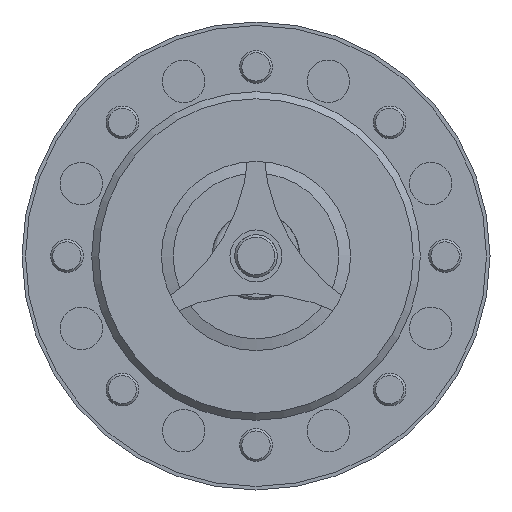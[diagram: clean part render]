
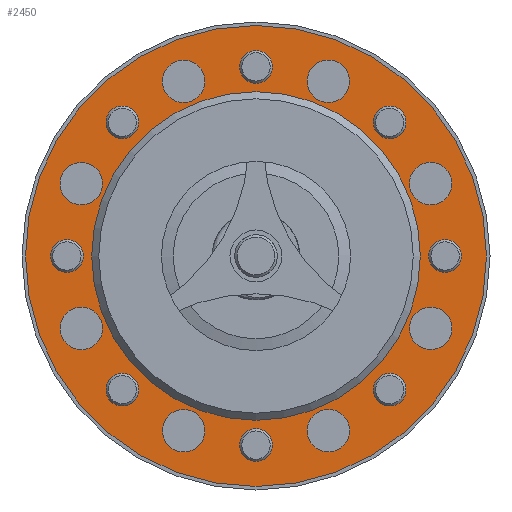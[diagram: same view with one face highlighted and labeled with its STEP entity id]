
A CAD part, left-side view. The second image highlights one B-rep face of the part: STEP entity #2450.
In plain terms, the highlighted planar face has unit normal (-1, 0, 0).
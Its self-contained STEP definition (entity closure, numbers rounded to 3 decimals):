
#1900=CARTESIAN_POINT('',(3.,61.46,61.46));
#1901=VERTEX_POINT('',#1900);
#1902=CARTESIAN_POINT('',(3.,56.569,56.569));
#1903=DIRECTION('',(1.0,0.0,0.0));
#1904=DIRECTION('',(0.0,-0.707,-0.707));
#1905=AXIS2_PLACEMENT_3D('',#1902,#1903,#1904);
#1906=CIRCLE('',#1905,6.918);
#1907=EDGE_CURVE('',#1901,#1901,#1906,.T.);
#1940=CARTESIAN_POINT('',(3.,86.918,0.0));
#1941=VERTEX_POINT('',#1940);
#1942=CARTESIAN_POINT('',(3.,80.0,0.0));
#1943=DIRECTION('',(1.0,0.0,0.0));
#1944=DIRECTION('',(0.0,-1.0,0.0));
#1945=AXIS2_PLACEMENT_3D('',#1942,#1943,#1944);
#1946=CIRCLE('',#1945,6.918);
#1947=EDGE_CURVE('',#1941,#1941,#1946,.T.);
#1980=CARTESIAN_POINT('',(3.,61.46,-61.46));
#1981=VERTEX_POINT('',#1980);
#1982=CARTESIAN_POINT('',(3.,56.569,-56.569));
#1983=DIRECTION('',(1.0,0.0,0.0));
#1984=DIRECTION('',(0.0,-0.707,0.707));
#1985=AXIS2_PLACEMENT_3D('',#1982,#1983,#1984);
#1986=CIRCLE('',#1985,6.918);
#1987=EDGE_CURVE('',#1981,#1981,#1986,.T.);
#2020=CARTESIAN_POINT('',(3.,0.0,-86.918));
#2021=VERTEX_POINT('',#2020);
#2022=CARTESIAN_POINT('',(3.,0.0,-80.0));
#2023=DIRECTION('',(1.0,0.0,0.0));
#2024=DIRECTION('',(0.0,0.0,1.0));
#2025=AXIS2_PLACEMENT_3D('',#2022,#2023,#2024);
#2026=CIRCLE('',#2025,6.918);
#2027=EDGE_CURVE('',#2021,#2021,#2026,.T.);
#2060=CARTESIAN_POINT('',(3.,-61.46,-61.46));
#2061=VERTEX_POINT('',#2060);
#2062=CARTESIAN_POINT('',(3.,-56.569,-56.569));
#2063=DIRECTION('',(1.0,0.0,0.0));
#2064=DIRECTION('',(0.0,0.707,0.707));
#2065=AXIS2_PLACEMENT_3D('',#2062,#2063,#2064);
#2066=CIRCLE('',#2065,6.918);
#2067=EDGE_CURVE('',#2061,#2061,#2066,.T.);
#2100=CARTESIAN_POINT('',(3.,-86.918,0.));
#2101=VERTEX_POINT('',#2100);
#2102=CARTESIAN_POINT('',(3.,-80.0,0.));
#2103=DIRECTION('',(1.0,0.0,0.0));
#2104=DIRECTION('',(0.0,1.0,0.0));
#2105=AXIS2_PLACEMENT_3D('',#2102,#2103,#2104);
#2106=CIRCLE('',#2105,6.918);
#2107=EDGE_CURVE('',#2101,#2101,#2106,.T.);
#2140=CARTESIAN_POINT('',(3.,-61.46,61.46));
#2141=VERTEX_POINT('',#2140);
#2142=CARTESIAN_POINT('',(3.,-56.569,56.569));
#2143=DIRECTION('',(1.0,0.0,0.0));
#2144=DIRECTION('',(0.0,0.707,-0.707));
#2145=AXIS2_PLACEMENT_3D('',#2142,#2143,#2144);
#2146=CIRCLE('',#2145,6.918);
#2147=EDGE_CURVE('',#2141,#2141,#2146,.T.);
#2180=CARTESIAN_POINT('',(3.,0.,86.918));
#2181=VERTEX_POINT('',#2180);
#2182=CARTESIAN_POINT('',(3.,0.,80.0));
#2183=DIRECTION('',(1.0,0.0,0.0));
#2184=DIRECTION('',(0.0,0.0,-1.0));
#2185=AXIS2_PLACEMENT_3D('',#2182,#2183,#2184);
#2186=CIRCLE('',#2185,6.918);
#2187=EDGE_CURVE('',#2181,#2181,#2186,.T.);
#2200=CARTESIAN_POINT('',(3.,-82.91,-30.615));
#2201=VERTEX_POINT('',#2200);
#2202=CARTESIAN_POINT('',(3.,-73.91,-30.615));
#2203=DIRECTION('',(1.0,0.0,0.0));
#2204=DIRECTION('',(0.0,1.0,0.0));
#2205=AXIS2_PLACEMENT_3D('',#2202,#2203,#2204);
#2206=CIRCLE('',#2205,9.0);
#2207=EDGE_CURVE('',#2201,#2201,#2206,.T.);
#2220=CARTESIAN_POINT('',(3.,-80.274,36.979));
#2221=VERTEX_POINT('',#2220);
#2222=CARTESIAN_POINT('',(3.,-73.91,30.615));
#2223=DIRECTION('',(1.0,0.0,0.0));
#2224=DIRECTION('',(0.0,0.707,-0.707));
#2225=AXIS2_PLACEMENT_3D('',#2222,#2223,#2224);
#2226=CIRCLE('',#2225,9.0);
#2227=EDGE_CURVE('',#2221,#2221,#2226,.T.);
#2240=CARTESIAN_POINT('',(3.,-30.615,82.91));
#2241=VERTEX_POINT('',#2240);
#2242=CARTESIAN_POINT('',(3.,-30.615,73.91));
#2243=DIRECTION('',(1.0,0.0,0.0));
#2244=DIRECTION('',(0.0,0.0,-1.0));
#2245=AXIS2_PLACEMENT_3D('',#2242,#2243,#2244);
#2246=CIRCLE('',#2245,9.0);
#2247=EDGE_CURVE('',#2241,#2241,#2246,.T.);
#2260=CARTESIAN_POINT('',(3.,36.979,80.274));
#2261=VERTEX_POINT('',#2260);
#2262=CARTESIAN_POINT('',(3.,30.615,73.91));
#2263=DIRECTION('',(1.0,0.0,0.0));
#2264=DIRECTION('',(0.0,-0.707,-0.707));
#2265=AXIS2_PLACEMENT_3D('',#2262,#2263,#2264);
#2266=CIRCLE('',#2265,9.0);
#2267=EDGE_CURVE('',#2261,#2261,#2266,.T.);
#2280=CARTESIAN_POINT('',(3.,82.91,30.615));
#2281=VERTEX_POINT('',#2280);
#2282=CARTESIAN_POINT('',(3.,73.91,30.615));
#2283=DIRECTION('',(1.0,0.0,0.0));
#2284=DIRECTION('',(0.0,-1.0,0.0));
#2285=AXIS2_PLACEMENT_3D('',#2282,#2283,#2284);
#2286=CIRCLE('',#2285,9.0);
#2287=EDGE_CURVE('',#2281,#2281,#2286,.T.);
#2300=CARTESIAN_POINT('',(3.,80.274,-36.979));
#2301=VERTEX_POINT('',#2300);
#2302=CARTESIAN_POINT('',(3.,73.91,-30.615));
#2303=DIRECTION('',(1.0,0.0,0.0));
#2304=DIRECTION('',(0.0,-0.707,0.707));
#2305=AXIS2_PLACEMENT_3D('',#2302,#2303,#2304);
#2306=CIRCLE('',#2305,9.0);
#2307=EDGE_CURVE('',#2301,#2301,#2306,.T.);
#2320=CARTESIAN_POINT('',(3.,-36.979,-80.274));
#2321=VERTEX_POINT('',#2320);
#2322=CARTESIAN_POINT('',(3.,-30.615,-73.91));
#2323=DIRECTION('',(1.0,0.0,0.0));
#2324=DIRECTION('',(0.0,0.707,0.707));
#2325=AXIS2_PLACEMENT_3D('',#2322,#2323,#2324);
#2326=CIRCLE('',#2325,9.0);
#2327=EDGE_CURVE('',#2321,#2321,#2326,.T.);
#2340=CARTESIAN_POINT('',(3.,30.615,-82.91));
#2341=VERTEX_POINT('',#2340);
#2342=CARTESIAN_POINT('',(3.,30.615,-73.91));
#2343=DIRECTION('',(1.0,0.0,0.0));
#2344=DIRECTION('',(0.0,0.0,1.0));
#2345=AXIS2_PLACEMENT_3D('',#2342,#2343,#2344);
#2346=CIRCLE('',#2345,9.0);
#2347=EDGE_CURVE('',#2341,#2341,#2346,.T.);
#2360=CARTESIAN_POINT('',(3.,69.5,0.0));
#2361=VERTEX_POINT('',#2360);
#2362=CARTESIAN_POINT('',(3.,0.0,0.0));
#2363=DIRECTION('',(1.0,0.0,0.0));
#2364=DIRECTION('',(0.0,1.0,0.0));
#2365=AXIS2_PLACEMENT_3D('',#2362,#2363,#2364);
#2366=CIRCLE('',#2365,69.5);
#2367=EDGE_CURVE('',#2361,#2361,#2366,.T.);
#2383=CARTESIAN_POINT('',(3.,83.5,0.0));
#2384=DIRECTION('',(-1.0,0.0,0.0));
#2385=DIRECTION('',(0.0,0.0,1.0));
#2386=AXIS2_PLACEMENT_3D('',#2383,#2384,#2385);
#2387=PLANE('',#2386);
#2388=CARTESIAN_POINT('',(3.,97.5,0.0));
#2389=VERTEX_POINT('',#2388);
#2390=CARTESIAN_POINT('',(3.,0.0,0.0));
#2391=DIRECTION('',(1.0,0.0,0.0));
#2392=DIRECTION('',(0.0,1.0,0.0));
#2393=AXIS2_PLACEMENT_3D('',#2390,#2391,#2392);
#2394=CIRCLE('',#2393,97.5);
#2395=EDGE_CURVE('',#2389,#2389,#2394,.T.);
#2396=ORIENTED_EDGE('',*,*,#2395,.F.);
#2397=EDGE_LOOP('',(#2396));
#2398=FACE_OUTER_BOUND('',#2397,.T.);
#2399=ORIENTED_EDGE('',*,*,#1907,.T.);
#2400=EDGE_LOOP('',(#2399));
#2401=FACE_BOUND('',#2400,.T.);
#2402=ORIENTED_EDGE('',*,*,#1947,.T.);
#2403=EDGE_LOOP('',(#2402));
#2404=FACE_BOUND('',#2403,.T.);
#2405=ORIENTED_EDGE('',*,*,#1987,.T.);
#2406=EDGE_LOOP('',(#2405));
#2407=FACE_BOUND('',#2406,.T.);
#2408=ORIENTED_EDGE('',*,*,#2027,.T.);
#2409=EDGE_LOOP('',(#2408));
#2410=FACE_BOUND('',#2409,.T.);
#2411=ORIENTED_EDGE('',*,*,#2067,.T.);
#2412=EDGE_LOOP('',(#2411));
#2413=FACE_BOUND('',#2412,.T.);
#2414=ORIENTED_EDGE('',*,*,#2107,.T.);
#2415=EDGE_LOOP('',(#2414));
#2416=FACE_BOUND('',#2415,.T.);
#2417=ORIENTED_EDGE('',*,*,#2147,.T.);
#2418=EDGE_LOOP('',(#2417));
#2419=FACE_BOUND('',#2418,.T.);
#2420=ORIENTED_EDGE('',*,*,#2187,.T.);
#2421=EDGE_LOOP('',(#2420));
#2422=FACE_BOUND('',#2421,.T.);
#2423=ORIENTED_EDGE('',*,*,#2207,.T.);
#2424=EDGE_LOOP('',(#2423));
#2425=FACE_BOUND('',#2424,.T.);
#2426=ORIENTED_EDGE('',*,*,#2227,.T.);
#2427=EDGE_LOOP('',(#2426));
#2428=FACE_BOUND('',#2427,.T.);
#2429=ORIENTED_EDGE('',*,*,#2247,.T.);
#2430=EDGE_LOOP('',(#2429));
#2431=FACE_BOUND('',#2430,.T.);
#2432=ORIENTED_EDGE('',*,*,#2267,.T.);
#2433=EDGE_LOOP('',(#2432));
#2434=FACE_BOUND('',#2433,.T.);
#2435=ORIENTED_EDGE('',*,*,#2287,.T.);
#2436=EDGE_LOOP('',(#2435));
#2437=FACE_BOUND('',#2436,.T.);
#2438=ORIENTED_EDGE('',*,*,#2307,.T.);
#2439=EDGE_LOOP('',(#2438));
#2440=FACE_BOUND('',#2439,.T.);
#2441=ORIENTED_EDGE('',*,*,#2327,.T.);
#2442=EDGE_LOOP('',(#2441));
#2443=FACE_BOUND('',#2442,.T.);
#2444=ORIENTED_EDGE('',*,*,#2347,.T.);
#2445=EDGE_LOOP('',(#2444));
#2446=FACE_BOUND('',#2445,.T.);
#2447=ORIENTED_EDGE('',*,*,#2367,.T.);
#2448=EDGE_LOOP('',(#2447));
#2449=FACE_BOUND('',#2448,.T.);
#2450=ADVANCED_FACE('',(#2398,#2401,#2404,#2407,#2410,#2413,#2416,#2419,#2422,#2425,#2428,#2431,#2434,#2437,#2440,#2443,#2446,#2449),#2387,.T.);
